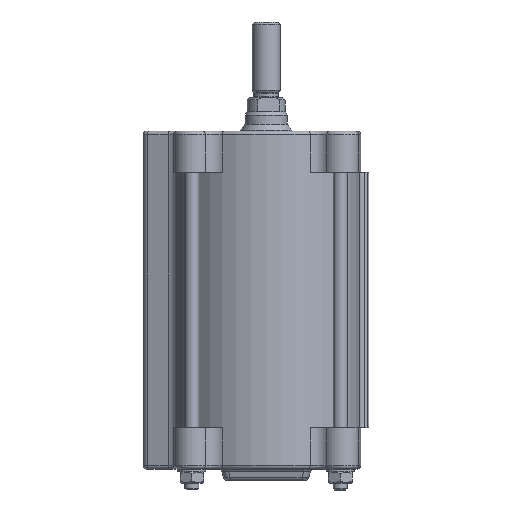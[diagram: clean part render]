
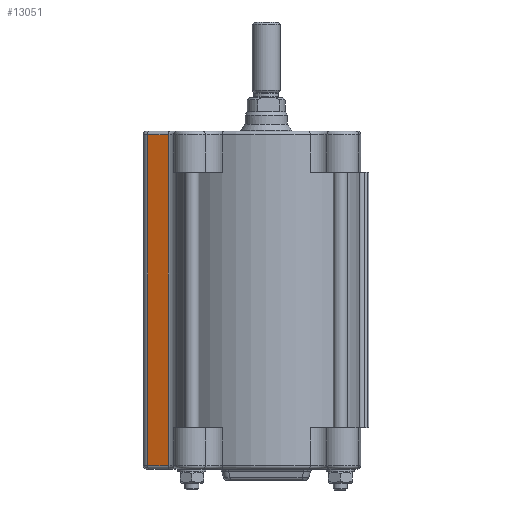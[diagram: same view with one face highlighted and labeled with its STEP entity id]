
A CAD part, front view. The second image highlights one B-rep face of the part: STEP entity #13051.
In plain terms, the highlighted planar face has unit normal (-0.342, -0.94, 0).
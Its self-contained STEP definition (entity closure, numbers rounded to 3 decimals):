
#690=LINE('',#23174,#1040);
#698=LINE('',#23299,#1048);
#699=LINE('',#23303,#1049);
#700=LINE('',#23306,#1050);
#1040=VECTOR('',#17304,10.);
#1048=VECTOR('',#17454,10.);
#1049=VECTOR('',#17459,10.);
#1050=VECTOR('',#17464,10.);
#1689=PLANE('',#14478);
#2521=FACE_OUTER_BOUND('',#3591,.T.);
#3591=EDGE_LOOP('',(#9750,#9751,#9752,#9753));
#5764=VERTEX_POINT('',#23166);
#5766=VERTEX_POINT('',#23172);
#5794=VERTEX_POINT('',#23298);
#5795=VERTEX_POINT('',#23302);
#7137=EDGE_CURVE('',#5766,#5764,#690,.T.);
#7192=EDGE_CURVE('',#5794,#5766,#698,.T.);
#7194=EDGE_CURVE('',#5764,#5795,#699,.T.);
#7196=EDGE_CURVE('',#5795,#5794,#700,.T.);
#9750=ORIENTED_EDGE('',*,*,#7194,.F.);
#9751=ORIENTED_EDGE('',*,*,#7137,.F.);
#9752=ORIENTED_EDGE('',*,*,#7192,.F.);
#9753=ORIENTED_EDGE('',*,*,#7196,.F.);
#13051=ADVANCED_FACE('',(#2521),#1689,.T.);
#14478=AXIS2_PLACEMENT_3D('',#23305,#17462,#17463);
#17304=DIRECTION('',(0.94,-0.342,0.));
#17454=DIRECTION('',(0.,0.,1.));
#17459=DIRECTION('',(0.,0.,-1.));
#17462=DIRECTION('center_axis',(-0.342,-0.94,0.));
#17463=DIRECTION('ref_axis',(-0.94,0.342,0.));
#17464=DIRECTION('',(-0.94,0.342,0.));
#23166=CARTESIAN_POINT('',(-75.041,-37.278,208.493));
#23172=CARTESIAN_POINT('',(-89.803,-31.905,208.493));
#23174=CARTESIAN_POINT('',(-43.004,-48.938,208.493));
#23298=CARTESIAN_POINT('',(-89.803,-31.905,-28.007));
#23299=CARTESIAN_POINT('',(-89.803,-31.905,210.993));
#23302=CARTESIAN_POINT('',(-75.041,-37.278,-28.007));
#23303=CARTESIAN_POINT('',(-75.041,-37.278,210.993));
#23305=CARTESIAN_POINT('Origin',(-67.728,-39.94,210.993));
#23306=CARTESIAN_POINT('',(-55.686,-44.322,-28.007));
